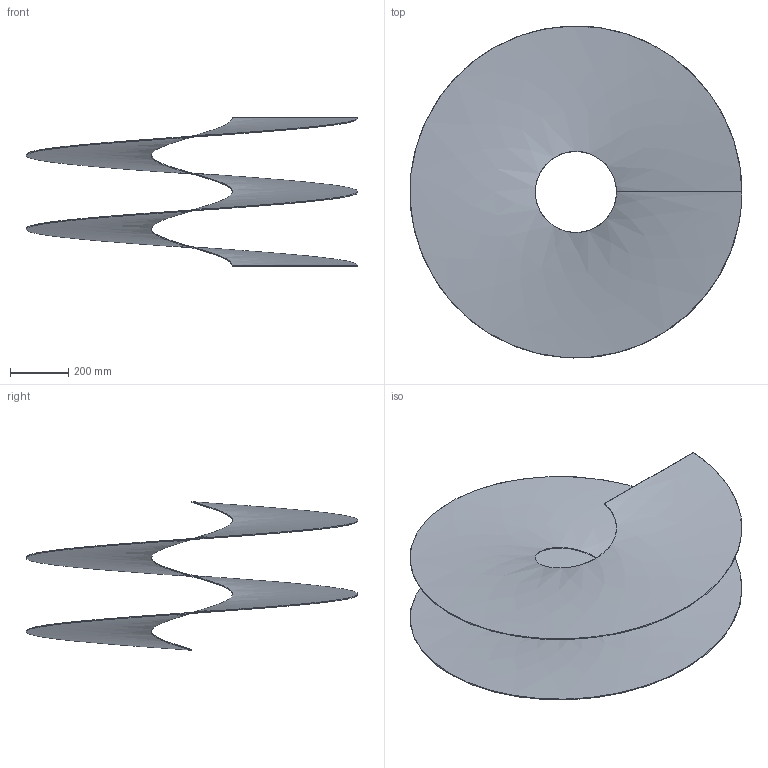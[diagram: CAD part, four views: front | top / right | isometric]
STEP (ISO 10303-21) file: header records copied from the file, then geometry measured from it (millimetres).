
FILE_DESCRIPTION(/* description */ (''),/* implementation_level */ '2;1');
FILE_NAME(/* name */ 'PART_8_2.stp',/* time_stamp */ '2017-01-08T14:36:18-05:00',/* author */ ('jeff1'),/* organization */ (''),/* preprocessor_version */ 'ST-DEVELOPER v16.5',/* originating_system */ 'Autodesk Inventor 2017',/* authorisation */ '');
FILE_SCHEMA (('AUTOMOTIVE_DESIGN { 1 0 10303 214 3 1 1 }'));
Length unit declared in the file: inch
Products named in the file (1): PART_8_2
Bounding box: 1142.33 x 1142.89 x 511.18 mm (x, y, z)
Volume: 6127028.5 mm3; surface area: 3919801.2 mm2
Topology: 1 solids, 1 shells, 6 faces, 12 edges, 8 vertices
Faces by surface type: bspline 2, plane 2, cylinder 2
Entity records: 1256 total; most frequent: CARTESIAN_POINT 1109, ORIENTED_EDGE 24, DIRECTION 18, EDGE_CURVE 12, LINE 8, VECTOR 8, VERTEX_POINT 8, FACE_OUTER_BOUND 6
